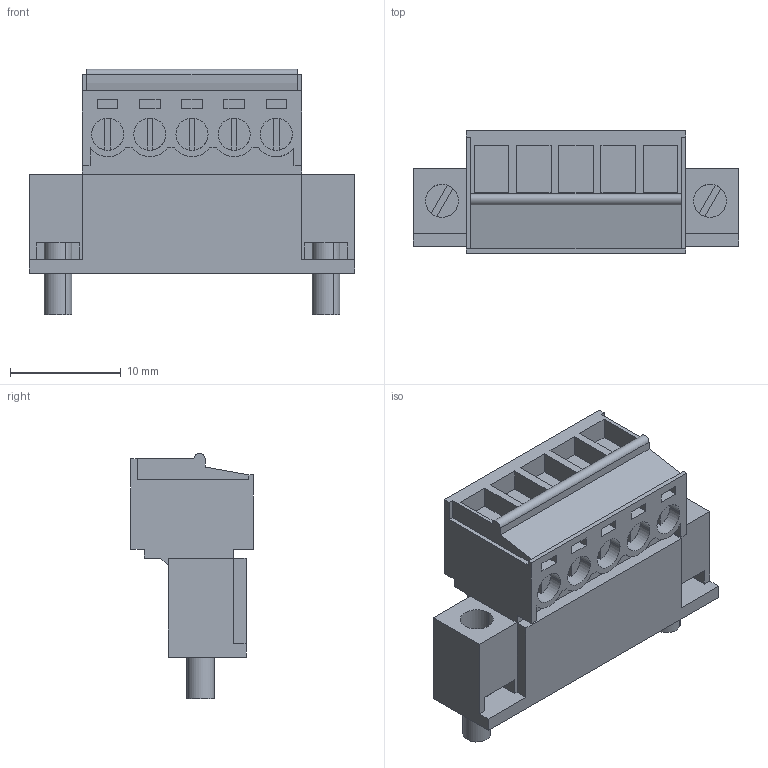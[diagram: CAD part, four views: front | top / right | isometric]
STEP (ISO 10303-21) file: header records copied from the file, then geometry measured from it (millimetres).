
FILE_DESCRIPTION(('CATIA V5 STEP Exchange','CAx-IF Rec.Pracs.--- Model Styling and Organization---1.2---2011-12-15'),'2;1');
FILE_NAME ('D1460669_0', '2018-05-10T16:33:13+00:00', ('none'), ('Weidmueller'), 'CATIA Version 5-6 Release 2014', 'CATIA V5 STEP AP214', 'none');
FILE_SCHEMA(('AUTOMOTIVE_DESIGN { 1 0 10303 214 1 1 1 1 }'));
Length unit declared in the file: millimetre
Products named in the file (1): 1970320000
Bounding box: 29.44 x 11.1 x 22.2 mm (x, y, z)
Volume: 2698.2 mm3; surface area: 3690.7 mm2
Topology: 13 solids, 13 shells, 372 faces, 957 edges, 638 vertices
Faces by surface type: plane 315, cylinder 57
Entity records: 10527 total; most frequent: CARTESIAN_POINT 2014, ORIENTED_EDGE 1914, DIRECTION 1394, EDGE_CURVE 957, VECTOR 785, LINE 785, VERTEX_POINT 638, EDGE_LOOP 407
